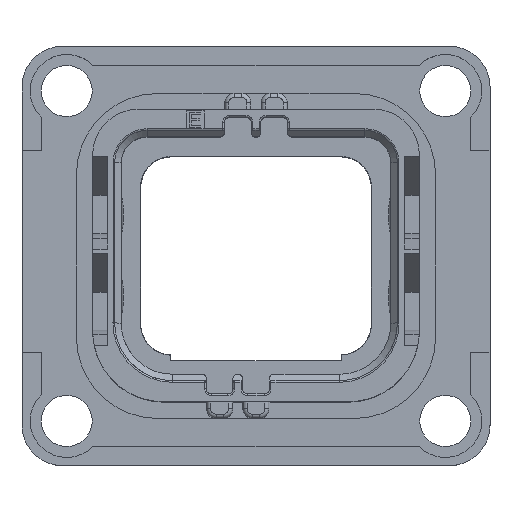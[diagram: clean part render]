
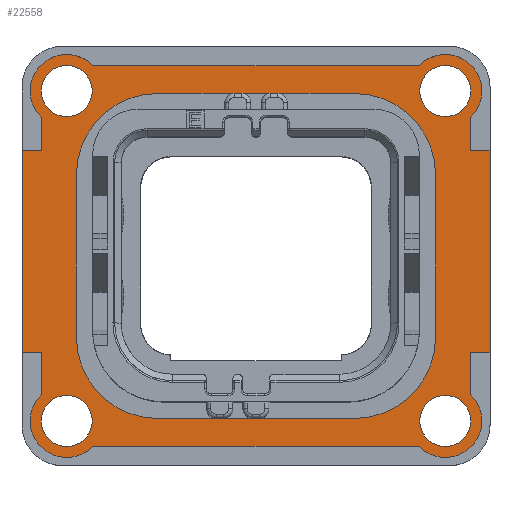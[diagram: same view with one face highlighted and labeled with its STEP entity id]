
A CAD part, top view. The second image highlights one B-rep face of the part: STEP entity #22558.
In plain terms, the highlighted planar face has unit normal (0, 0, 1).
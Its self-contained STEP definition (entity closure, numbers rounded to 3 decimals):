
#97=DIRECTION('',(0.,-1.,0.));
#98=VECTOR('',#97,12.45);
#99=CARTESIAN_POINT('',(-14.4,6.5,1.5));
#100=LINE('',#99,#98);
#160=CARTESIAN_POINT('',(-11.65,10.15,1.5));
#161=DIRECTION('',(0.,0.,1.));
#162=DIRECTION('',(0.716,0.698,0.));
#163=AXIS2_PLACEMENT_3D('',#160,#161,#162);
#173=CARTESIAN_POINT('',(11.65,10.15,1.5));
#174=DIRECTION('',(0.,0.,1.));
#175=DIRECTION('',(0.698,-0.716,0.));
#176=AXIS2_PLACEMENT_3D('',#173,#174,#175);
#183=DIRECTION('',(0.,1.,0.));
#184=VECTOR('',#183,2.588);
#185=CARTESIAN_POINT('',(13.22,-8.538,1.5));
#186=LINE('',#185,#184);
#187=DIRECTION('',(1.,0.,0.));
#188=VECTOR('',#187,20.077);
#189=CARTESIAN_POINT('',(-10.038,-11.72,1.5));
#190=LINE('',#189,#188);
#191=DIRECTION('',(0.,-1.,0.));
#192=VECTOR('',#191,2.588);
#193=CARTESIAN_POINT('',(-13.22,-5.95,1.5));
#194=LINE('',#193,#192);
#195=DIRECTION('',(1.,0.,0.));
#196=VECTOR('',#195,1.18);
#197=CARTESIAN_POINT('',(-14.4,-5.95,1.5));
#198=LINE('',#197,#196);
#199=DIRECTION('',(-1.,0.,0.));
#200=VECTOR('',#199,1.18);
#201=CARTESIAN_POINT('',(-13.22,6.5,1.5));
#202=LINE('',#201,#200);
#203=DIRECTION('',(0.,-1.,0.));
#204=VECTOR('',#203,2.038);
#205=CARTESIAN_POINT('',(-13.22,8.538,1.5));
#206=LINE('',#205,#204);
#207=DIRECTION('',(-1.,0.,0.));
#208=VECTOR('',#207,20.077);
#209=CARTESIAN_POINT('',(10.038,11.72,1.5));
#210=LINE('',#209,#208);
#211=DIRECTION('',(0.,1.,0.));
#212=VECTOR('',#211,2.038);
#213=CARTESIAN_POINT('',(13.22,6.5,1.5));
#214=LINE('',#213,#212);
#215=DIRECTION('',(-1.,0.,0.));
#216=VECTOR('',#215,1.18);
#217=CARTESIAN_POINT('',(14.4,6.5,1.5));
#218=LINE('',#217,#216);
#219=DIRECTION('',(1.,0.,0.));
#220=VECTOR('',#219,1.18);
#221=CARTESIAN_POINT('',(13.22,-5.95,1.5));
#222=LINE('',#221,#220);
#223=CARTESIAN_POINT('',(11.65,-10.15,1.5));
#224=DIRECTION('',(0.,0.,1.));
#225=DIRECTION('',(-1.,0.,0.));
#226=AXIS2_PLACEMENT_3D('',#223,#224,#225);
#228=CARTESIAN_POINT('',(-11.65,-10.15,1.5));
#229=DIRECTION('',(0.,0.,1.));
#230=DIRECTION('',(-1.,0.,0.));
#231=AXIS2_PLACEMENT_3D('',#228,#229,#230);
#233=CARTESIAN_POINT('',(-11.65,10.15,1.5));
#234=DIRECTION('',(0.,0.,1.));
#235=DIRECTION('',(1.,0.,0.));
#236=AXIS2_PLACEMENT_3D('',#233,#234,#235);
#238=CARTESIAN_POINT('',(11.65,10.15,1.5));
#239=DIRECTION('',(0.,0.,1.));
#240=DIRECTION('',(1.,0.,0.));
#241=AXIS2_PLACEMENT_3D('',#238,#239,#240);
#243=CARTESIAN_POINT('',(6.05,5.,1.5));
#244=DIRECTION('',(0.,0.,-1.));
#245=DIRECTION('',(0.,1.,0.));
#246=AXIS2_PLACEMENT_3D('',#243,#244,#245);
#248=DIRECTION('',(1.,0.,0.));
#249=VECTOR('',#248,12.1);
#250=CARTESIAN_POINT('',(-6.05,10.,1.5));
#251=LINE('',#250,#249);
#252=CARTESIAN_POINT('',(-6.05,5.,1.5));
#253=DIRECTION('',(0.,0.,-1.));
#254=DIRECTION('',(-1.,0.,0.));
#255=AXIS2_PLACEMENT_3D('',#252,#253,#254);
#257=DIRECTION('',(0.,1.,0.));
#258=VECTOR('',#257,10.);
#259=CARTESIAN_POINT('',(-11.05,-5.,1.5));
#260=LINE('',#259,#258);
#261=CARTESIAN_POINT('',(-6.05,-5.,1.5));
#262=DIRECTION('',(0.,0.,-1.));
#263=DIRECTION('',(0.,-1.,0.));
#264=AXIS2_PLACEMENT_3D('',#261,#262,#263);
#266=DIRECTION('',(-1.,0.,0.));
#267=VECTOR('',#266,12.1);
#268=CARTESIAN_POINT('',(6.05,-10.,1.5));
#269=LINE('',#268,#267);
#270=CARTESIAN_POINT('',(6.05,-5.,1.5));
#271=DIRECTION('',(0.,0.,-1.));
#272=DIRECTION('',(1.,0.,0.));
#273=AXIS2_PLACEMENT_3D('',#270,#271,#272);
#275=DIRECTION('',(0.,-1.,0.));
#276=VECTOR('',#275,10.);
#277=CARTESIAN_POINT('',(11.05,5.,1.5));
#278=LINE('',#277,#276);
#283=CARTESIAN_POINT('',(11.65,-10.15,1.5));
#284=DIRECTION('',(0.,0.,1.));
#285=DIRECTION('',(-0.716,-0.698,0.));
#286=AXIS2_PLACEMENT_3D('',#283,#284,#285);
#340=CARTESIAN_POINT('',(-11.65,-10.15,1.5));
#341=DIRECTION('',(0.,0.,1.));
#342=DIRECTION('',(-0.698,0.716,0.));
#343=AXIS2_PLACEMENT_3D('',#340,#341,#342);
#369=DIRECTION('',(0.,1.,0.));
#370=VECTOR('',#369,12.45);
#371=CARTESIAN_POINT('',(14.4,-5.95,1.5));
#372=LINE('',#371,#370);
#425=CARTESIAN_POINT('',(11.65,-10.15,1.5));
#426=DIRECTION('',(0.,0.,1.));
#427=DIRECTION('',(1.,0.,0.));
#428=AXIS2_PLACEMENT_3D('',#425,#426,#427);
#430=CARTESIAN_POINT('',(-11.65,-10.15,1.5));
#431=DIRECTION('',(0.,0.,1.));
#432=DIRECTION('',(1.,0.,0.));
#433=AXIS2_PLACEMENT_3D('',#430,#431,#432);
#451=CARTESIAN_POINT('',(-11.65,10.15,1.5));
#452=DIRECTION('',(0.,0.,1.));
#453=DIRECTION('',(-1.,0.,0.));
#454=AXIS2_PLACEMENT_3D('',#451,#452,#453);
#456=CARTESIAN_POINT('',(11.65,10.15,1.5));
#457=DIRECTION('',(0.,0.,1.));
#458=DIRECTION('',(-1.,0.,0.));
#459=AXIS2_PLACEMENT_3D('',#456,#457,#458);
#19657=CARTESIAN_POINT('',(-6.05,10.,1.5));
#19658=CARTESIAN_POINT('',(6.05,10.,1.5));
#19659=VERTEX_POINT('',#19657);
#19660=VERTEX_POINT('',#19658);
#19661=CARTESIAN_POINT('',(11.05,-5.,1.5));
#19662=CARTESIAN_POINT('',(6.05,-10.,1.5));
#19663=VERTEX_POINT('',#19661);
#19664=VERTEX_POINT('',#19662);
#19665=CARTESIAN_POINT('',(11.05,5.,1.5));
#19666=VERTEX_POINT('',#19665);
#19667=CARTESIAN_POINT('',(-11.05,5.,1.5));
#19668=VERTEX_POINT('',#19667);
#19669=CARTESIAN_POINT('',(-11.05,-5.,1.5));
#19670=VERTEX_POINT('',#19669);
#19671=CARTESIAN_POINT('',(-6.05,-10.,1.5));
#19672=VERTEX_POINT('',#19671);
#19703=CARTESIAN_POINT('',(14.4,-5.95,1.5));
#19704=CARTESIAN_POINT('',(14.4,6.5,1.5));
#19705=VERTEX_POINT('',#19703);
#19706=VERTEX_POINT('',#19704);
#19707=CARTESIAN_POINT('',(-14.4,6.5,1.5));
#19708=CARTESIAN_POINT('',(-14.4,-5.95,1.5));
#19709=VERTEX_POINT('',#19707);
#19710=VERTEX_POINT('',#19708);
#19711=CARTESIAN_POINT('',(10.08,10.15,1.5));
#19712=VERTEX_POINT('',#19711);
#19713=CARTESIAN_POINT('',(-10.08,10.15,1.5));
#19714=VERTEX_POINT('',#19713);
#19715=CARTESIAN_POINT('',(-10.08,-10.15,1.5));
#19716=VERTEX_POINT('',#19715);
#19717=CARTESIAN_POINT('',(10.08,-10.15,1.5));
#19718=VERTEX_POINT('',#19717);
#19719=CARTESIAN_POINT('',(-13.22,6.5,1.5));
#19720=VERTEX_POINT('',#19719);
#19721=CARTESIAN_POINT('',(13.22,6.5,1.5));
#19722=VERTEX_POINT('',#19721);
#19723=CARTESIAN_POINT('',(-13.22,-5.95,1.5));
#19724=VERTEX_POINT('',#19723);
#20039=CARTESIAN_POINT('',(13.22,-5.95,1.5));
#20040=VERTEX_POINT('',#20039);
#20370=CARTESIAN_POINT('',(13.22,8.538,1.5));
#20372=VERTEX_POINT('',#20370);
#20374=CARTESIAN_POINT('',(-10.038,-11.72,1.5));
#20376=VERTEX_POINT('',#20374);
#20378=CARTESIAN_POINT('',(10.038,-11.72,1.5));
#20380=VERTEX_POINT('',#20378);
#20382=CARTESIAN_POINT('',(-13.22,-8.538,1.5));
#20384=VERTEX_POINT('',#20382);
#20386=CARTESIAN_POINT('',(-10.038,11.72,1.5));
#20388=VERTEX_POINT('',#20386);
#20390=CARTESIAN_POINT('',(10.038,11.72,1.5));
#20392=VERTEX_POINT('',#20390);
#20394=CARTESIAN_POINT('',(-13.22,8.538,1.5));
#20396=VERTEX_POINT('',#20394);
#20398=CARTESIAN_POINT('',(13.22,-8.538,1.5));
#20400=VERTEX_POINT('',#20398);
#20402=CARTESIAN_POINT('',(13.22,10.15,1.5));
#20403=VERTEX_POINT('',#20402);
#20404=CARTESIAN_POINT('',(-13.22,10.15,1.5));
#20405=VERTEX_POINT('',#20404);
#20406=CARTESIAN_POINT('',(-13.22,-10.15,1.5));
#20407=VERTEX_POINT('',#20406);
#20408=CARTESIAN_POINT('',(13.22,-10.15,1.5));
#20409=VERTEX_POINT('',#20408);
#22481=CARTESIAN_POINT('',(0.,0.,1.5));
#22482=DIRECTION('',(0.,0.,1.));
#22483=DIRECTION('',(1.,0.,0.));
#22484=AXIS2_PLACEMENT_3D('',#22481,#22482,#22483);
#22485=PLANE('',#22484);
#22487=ORIENTED_EDGE('',*,*,#22486,.F.);
#22489=ORIENTED_EDGE('',*,*,#22488,.F.);
#22491=ORIENTED_EDGE('',*,*,#22490,.F.);
#22493=ORIENTED_EDGE('',*,*,#22492,.F.);
#22495=ORIENTED_EDGE('',*,*,#22494,.F.);
#22497=ORIENTED_EDGE('',*,*,#22496,.F.);
#22498=ORIENTED_EDGE('',*,*,#22394,.F.);
#22500=ORIENTED_EDGE('',*,*,#22499,.F.);
#22502=ORIENTED_EDGE('',*,*,#22501,.F.);
#22503=ORIENTED_EDGE('',*,*,#22446,.F.);
#22504=ORIENTED_EDGE('',*,*,#22462,.F.);
#22505=ORIENTED_EDGE('',*,*,#22472,.F.);
#22507=ORIENTED_EDGE('',*,*,#22506,.F.);
#22509=ORIENTED_EDGE('',*,*,#22508,.F.);
#22511=ORIENTED_EDGE('',*,*,#22510,.F.);
#22513=ORIENTED_EDGE('',*,*,#22512,.F.);
#22514=EDGE_LOOP('',(#22487,#22489,#22491,#22493,#22495,#22497,#22498,#22500,
#22502,#22503,#22504,#22505,#22507,#22509,#22511,#22513));
#22515=FACE_OUTER_BOUND('',#22514,.F.);
#22517=ORIENTED_EDGE('',*,*,#22516,.T.);
#22519=ORIENTED_EDGE('',*,*,#22518,.T.);
#22520=EDGE_LOOP('',(#22517,#22519));
#22521=FACE_BOUND('',#22520,.F.);
#22523=ORIENTED_EDGE('',*,*,#22522,.T.);
#22525=ORIENTED_EDGE('',*,*,#22524,.T.);
#22526=EDGE_LOOP('',(#22523,#22525));
#22527=FACE_BOUND('',#22526,.F.);
#22529=ORIENTED_EDGE('',*,*,#22528,.T.);
#22531=ORIENTED_EDGE('',*,*,#22530,.T.);
#22532=EDGE_LOOP('',(#22529,#22531));
#22533=FACE_BOUND('',#22532,.F.);
#22535=ORIENTED_EDGE('',*,*,#22534,.T.);
#22537=ORIENTED_EDGE('',*,*,#22536,.T.);
#22538=EDGE_LOOP('',(#22535,#22537));
#22539=FACE_BOUND('',#22538,.F.);
#22541=ORIENTED_EDGE('',*,*,#22540,.F.);
#22543=ORIENTED_EDGE('',*,*,#22542,.F.);
#22545=ORIENTED_EDGE('',*,*,#22544,.F.);
#22547=ORIENTED_EDGE('',*,*,#22546,.F.);
#22549=ORIENTED_EDGE('',*,*,#22548,.F.);
#22551=ORIENTED_EDGE('',*,*,#22550,.F.);
#22553=ORIENTED_EDGE('',*,*,#22552,.F.);
#22555=ORIENTED_EDGE('',*,*,#22554,.F.);
#22556=EDGE_LOOP('',(#22541,#22543,#22545,#22547,#22549,#22551,#22553,#22555));
#22557=FACE_BOUND('',#22556,.F.);
#22558=ADVANCED_FACE('',(#22515,#22521,#22527,#22533,#22539,#22557),#22485,.T.);
#164=CIRCLE('',#163,2.25);
#177=CIRCLE('',#176,2.25);
#227=CIRCLE('',#226,1.57);
#232=CIRCLE('',#231,1.57);
#237=CIRCLE('',#236,1.57);
#242=CIRCLE('',#241,1.57);
#247=CIRCLE('',#246,5.);
#256=CIRCLE('',#255,5.);
#265=CIRCLE('',#264,5.);
#274=CIRCLE('',#273,5.);
#287=CIRCLE('',#286,2.25);
#344=CIRCLE('',#343,2.25);
#429=CIRCLE('',#428,1.57);
#434=CIRCLE('',#433,1.57);
#455=CIRCLE('',#454,1.57);
#460=CIRCLE('',#459,1.57);
#22394=EDGE_CURVE('',#19709,#19710,#100,.T.);
#22446=EDGE_CURVE('',#20388,#20396,#164,.T.);
#22462=EDGE_CURVE('',#20392,#20388,#210,.T.);
#22472=EDGE_CURVE('',#20372,#20392,#177,.T.);
#22486=EDGE_CURVE('',#20400,#20040,#186,.T.);
#22488=EDGE_CURVE('',#20380,#20400,#287,.T.);
#22490=EDGE_CURVE('',#20376,#20380,#190,.T.);
#22492=EDGE_CURVE('',#20384,#20376,#344,.T.);
#22494=EDGE_CURVE('',#19724,#20384,#194,.T.);
#22496=EDGE_CURVE('',#19710,#19724,#198,.T.);
#22499=EDGE_CURVE('',#19720,#19709,#202,.T.);
#22501=EDGE_CURVE('',#20396,#19720,#206,.T.);
#22506=EDGE_CURVE('',#19722,#20372,#214,.T.);
#22508=EDGE_CURVE('',#19706,#19722,#218,.T.);
#22510=EDGE_CURVE('',#19705,#19706,#372,.T.);
#22512=EDGE_CURVE('',#20040,#19705,#222,.T.);
#22516=EDGE_CURVE('',#19718,#20409,#227,.T.);
#22518=EDGE_CURVE('',#20409,#19718,#429,.T.);
#22522=EDGE_CURVE('',#19716,#20407,#434,.T.);
#22524=EDGE_CURVE('',#20407,#19716,#232,.T.);
#22528=EDGE_CURVE('',#19714,#20405,#237,.T.);
#22530=EDGE_CURVE('',#20405,#19714,#455,.T.);
#22534=EDGE_CURVE('',#19712,#20403,#460,.T.);
#22536=EDGE_CURVE('',#20403,#19712,#242,.T.);
#22540=EDGE_CURVE('',#19660,#19666,#247,.T.);
#22542=EDGE_CURVE('',#19659,#19660,#251,.T.);
#22544=EDGE_CURVE('',#19668,#19659,#256,.T.);
#22546=EDGE_CURVE('',#19670,#19668,#260,.T.);
#22548=EDGE_CURVE('',#19672,#19670,#265,.T.);
#22550=EDGE_CURVE('',#19664,#19672,#269,.T.);
#22552=EDGE_CURVE('',#19663,#19664,#274,.T.);
#22554=EDGE_CURVE('',#19666,#19663,#278,.T.);
